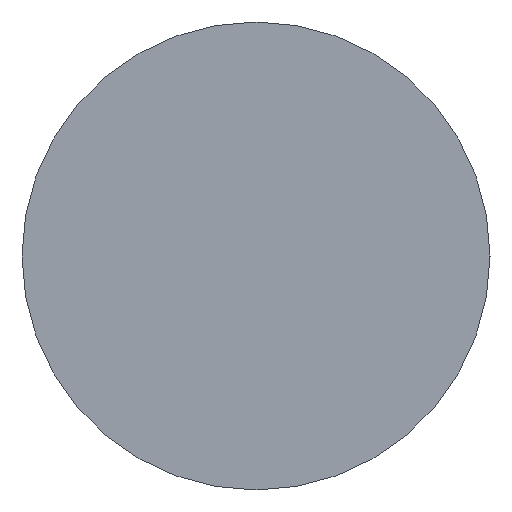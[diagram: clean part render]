
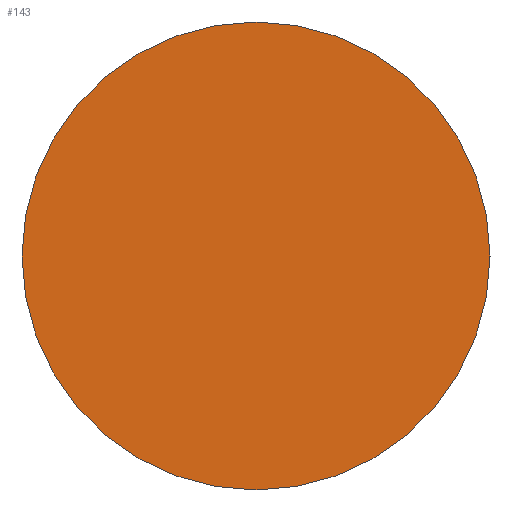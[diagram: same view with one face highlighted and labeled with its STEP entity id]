
A CAD part, left-side view. The second image highlights one B-rep face of the part: STEP entity #143.
In plain terms, the highlighted planar face has unit normal (-1, 0, 0).
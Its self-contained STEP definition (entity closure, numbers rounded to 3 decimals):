
#15 = DIRECTION ( 'NONE',  ( 1., 0., 0. ) ) ;
#18 = AXIS2_PLACEMENT_3D ( 'NONE', #195, #264, #215 ) ;
#24 = AXIS2_PLACEMENT_3D ( 'NONE', #351, #135, #72 ) ;
#53 = EDGE_CURVE ( 'NONE', #88, #375, #178, .T. ) ;
#72 = DIRECTION ( 'NONE',  ( 0., 0., 1. ) ) ;
#88 = VERTEX_POINT ( 'NONE', #317 ) ;
#135 = DIRECTION ( 'NONE',  ( -1., 0., 0. ) ) ;
#143 = ADVANCED_FACE ( 'NONE', ( #185 ), #299, .F. ) ;
#172 = CARTESIAN_POINT ( 'NONE',  ( 0., 0., -7.938 ) ) ;
#178 = CIRCLE ( 'NONE', #18, 7.938 ) ;
#184 = EDGE_LOOP ( 'NONE', ( #244, #210 ) ) ;
#185 = FACE_OUTER_BOUND ( 'NONE', #184, .T. ) ;
#195 = CARTESIAN_POINT ( 'NONE',  ( 0., 0., 0. ) ) ;
#201 = CIRCLE ( 'NONE', #24, 7.938 ) ;
#210 = ORIENTED_EDGE ( 'NONE', *, *, #399, .T. ) ;
#215 = DIRECTION ( 'NONE',  ( 0., 0., 1. ) ) ;
#224 = DIRECTION ( 'NONE',  ( 0., 0., -1. ) ) ;
#230 = AXIS2_PLACEMENT_3D ( 'NONE', #386, #15, #224 ) ;
#244 = ORIENTED_EDGE ( 'NONE', *, *, #53, .T. ) ;
#264 = DIRECTION ( 'NONE',  ( -1., 0., 0. ) ) ;
#299 = PLANE ( 'NONE',  #230 ) ;
#317 = CARTESIAN_POINT ( 'NONE',  ( 0., 0., 7.938 ) ) ;
#351 = CARTESIAN_POINT ( 'NONE',  ( 0., 0., 0. ) ) ;
#375 = VERTEX_POINT ( 'NONE', #172 ) ;
#386 = CARTESIAN_POINT ( 'NONE',  ( 0., 7.938, 0. ) ) ;
#399 = EDGE_CURVE ( 'NONE', #375, #88, #201, .T. ) ;
